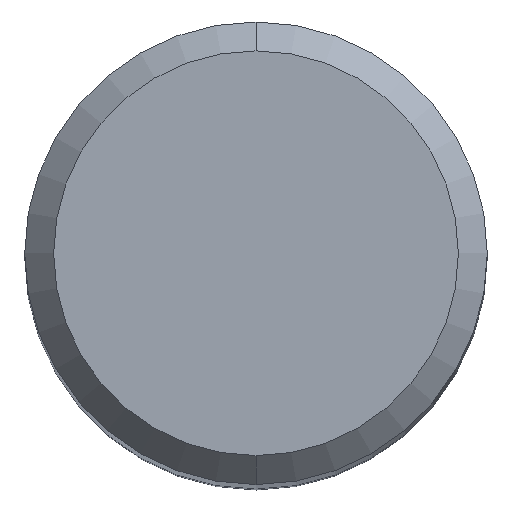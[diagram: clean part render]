
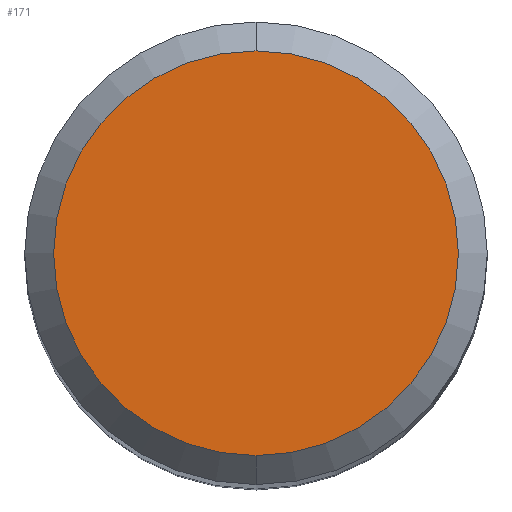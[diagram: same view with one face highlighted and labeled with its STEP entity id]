
A CAD part, top view. The second image highlights one B-rep face of the part: STEP entity #171.
In plain terms, the highlighted planar face has unit normal (0, 0, 1).
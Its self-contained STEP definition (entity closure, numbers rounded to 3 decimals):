
#147=VERTEX_POINT('',#380);
#171=ADVANCED_FACE('',(#407),#408,.T.);
#191=VERTEX_POINT('',#432);
#241=EDGE_CURVE('',#191,#147,#486,.T.);
#257=EDGE_CURVE('',#147,#191,#504,.T.);
#380=CARTESIAN_POINT('',(0.,-2.8,0.0));
#407=FACE_OUTER_BOUND('',#670,.T.);
#408=PLANE('',#671);
#432=CARTESIAN_POINT('',(0.0,2.8,0.0));
#486=CIRCLE('',#780,2.8);
#504=CIRCLE('',#805,2.8);
#670=EDGE_LOOP('',(#981,#982));
#671=AXIS2_PLACEMENT_3D('',#983,#984,#985);
#780=AXIS2_PLACEMENT_3D('',#1085,#1086,#1087);
#805=AXIS2_PLACEMENT_3D('',#1112,#1113,#1114);
#981=ORIENTED_EDGE('',*,*,#241,.F.);
#982=ORIENTED_EDGE('',*,*,#257,.F.);
#983=CARTESIAN_POINT('',(0.0,1.4,0.0));
#984=DIRECTION('',(-0.0,0.0,1.0));
#985=DIRECTION('',(0.0,-1.0,0.0));
#1085=CARTESIAN_POINT('',(0.0,0.0,0.0));
#1086=DIRECTION('',(0.0,0.0,-1.0));
#1087=DIRECTION('',(0.0,1.0,0.0));
#1112=CARTESIAN_POINT('',(0.0,0.0,0.0));
#1113=DIRECTION('',(0.0,0.0,-1.0));
#1114=DIRECTION('',(0.0,1.0,0.0));
